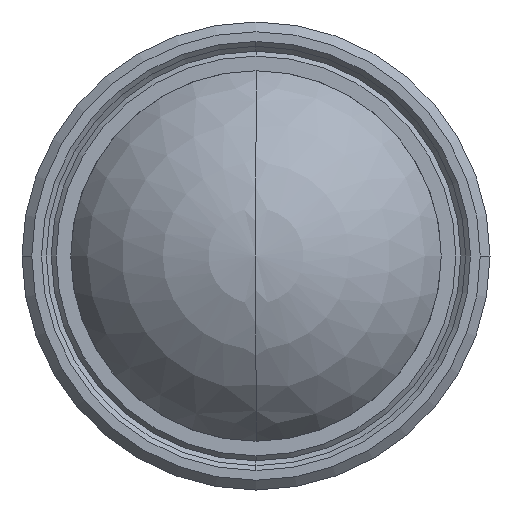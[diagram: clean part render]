
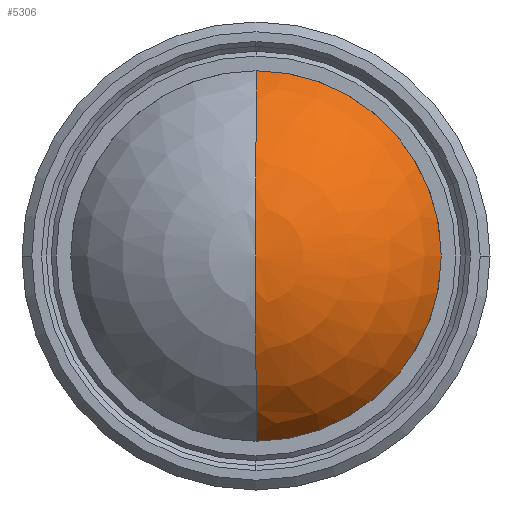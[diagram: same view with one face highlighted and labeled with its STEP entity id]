
A CAD part, left-side view. The second image highlights one B-rep face of the part: STEP entity #5306.
In plain terms, the highlighted spherical face has radius 22.4 mm.
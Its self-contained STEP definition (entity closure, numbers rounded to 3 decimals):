
#5233=CARTESIAN_POINT('',(23.4,0.,0.));
#5234=DIRECTION('',(0.,-1.,0.));
#5235=DIRECTION('',(-1.,0.,0.));
#5236=AXIS2_PLACEMENT_3D('',#5233,#5234,#5235);
#5238=CARTESIAN_POINT('',(23.4,0.,0.));
#5239=DIRECTION('',(0.,1.,0.));
#5240=DIRECTION('',(-1.,0.,0.));
#5241=AXIS2_PLACEMENT_3D('',#5238,#5239,#5240);
#5256=CARTESIAN_POINT('',(13.312,0.,0.));
#5257=DIRECTION('',(-1.,0.,0.));
#5258=DIRECTION('',(0.,0.,-1.));
#5259=AXIS2_PLACEMENT_3D('',#5256,#5257,#5258);
#5281=CARTESIAN_POINT('',(1.,0.,0.));
#5282=CARTESIAN_POINT('',(13.312,0.,-20.));
#5283=VERTEX_POINT('',#5281);
#5284=VERTEX_POINT('',#5282);
#5289=CARTESIAN_POINT('',(13.312,0.,20.));
#5290=VERTEX_POINT('',#5289);
#5293=CARTESIAN_POINT('',(23.4,0.,0.));
#5294=DIRECTION('',(-1.,0.,0.));
#5295=DIRECTION('',(0.,0.,1.));
#5296=AXIS2_PLACEMENT_3D('',#5293,#5294,#5295);
#5297=SPHERICAL_SURFACE('',#5296,22.4);
#5299=ORIENTED_EDGE('',*,*,#5298,.F.);
#5301=ORIENTED_EDGE('',*,*,#5300,.T.);
#5303=ORIENTED_EDGE('',*,*,#5302,.F.);
#5304=EDGE_LOOP('',(#5299,#5301,#5303));
#5305=FACE_OUTER_BOUND('',#5304,.F.);
#5306=ADVANCED_FACE('',(#5305),#5297,.T.);
#5237=CIRCLE('',#5236,22.4);
#5242=CIRCLE('',#5241,22.4);
#5260=CIRCLE('',#5259,20.);
#5298=EDGE_CURVE('',#5283,#5284,#5237,.T.);
#5300=EDGE_CURVE('',#5283,#5290,#5242,.T.);
#5302=EDGE_CURVE('',#5284,#5290,#5260,.T.);
